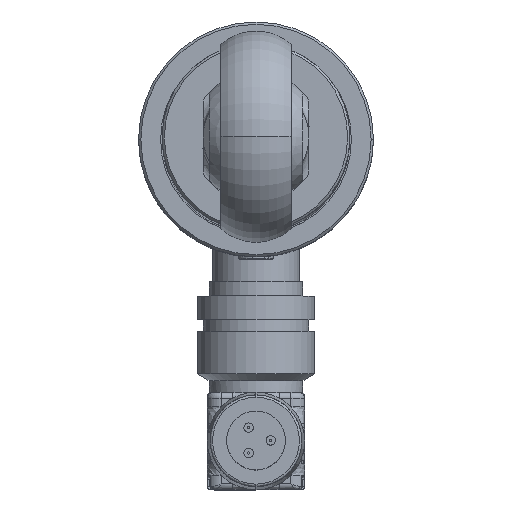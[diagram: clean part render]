
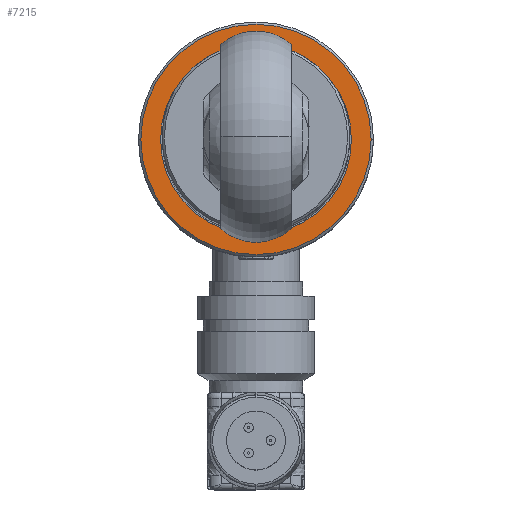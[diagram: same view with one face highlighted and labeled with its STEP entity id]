
A CAD part, top view. The second image highlights one B-rep face of the part: STEP entity #7215.
In plain terms, the highlighted planar face has unit normal (0, 0, 1).
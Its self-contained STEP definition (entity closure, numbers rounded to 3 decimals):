
#5615 = VERTEX_POINT ( 'NONE', #10633 ) ;
#5997 = EDGE_CURVE ( 'NONE', #5615, #6191, #10850, .T. ) ;
#6091 = VERTEX_POINT ( 'NONE', #10837 ) ;
#6176 = EDGE_CURVE ( 'NONE', #6091, #6236, #10867, .T. ) ;
#6191 = VERTEX_POINT ( 'NONE', #10916 ) ;
#6236 = VERTEX_POINT ( 'NONE', #10911 ) ;
#6889 = EDGE_LOOP ( 'NONE', ( #7308, #7252 ) ) ;
#7007 = ORIENTED_EDGE ( 'NONE', *, *, #7299, .F. ) ;
#7110 = EDGE_CURVE ( 'NONE', #6191, #5615, #11359, .T. ) ;
#7215 = ADVANCED_FACE ( 'NONE', ( #11387, #11384 ), #11378, .T. ) ;
#7252 = ORIENTED_EDGE ( 'NONE', *, *, #5997, .T. ) ;
#7266 = EDGE_LOOP ( 'NONE', ( #7007, #7425 ) ) ;
#7299 = EDGE_CURVE ( 'NONE', #6236, #6091, #11413, .T. ) ;
#7308 = ORIENTED_EDGE ( 'NONE', *, *, #7110, .T. ) ;
#7425 = ORIENTED_EDGE ( 'NONE', *, *, #6176, .F. ) ;
#10633 = CARTESIAN_POINT ( 'NONE',  ( -9.8, 0., -104.2 ) ) ;
#10837 = CARTESIAN_POINT ( 'NONE',  ( 8.125, 0., -104.2 ) ) ;
#10842 = DIRECTION ( 'NONE',  ( -1., 0., 0. ) ) ;
#10843 = DIRECTION ( 'NONE',  ( 0., 0., 1. ) ) ;
#10850 = CIRCLE ( 'NONE', #10858, 9.8 ) ;
#10852 = CARTESIAN_POINT ( 'NONE',  ( 0., 0., -104.2 ) ) ;
#10858 = AXIS2_PLACEMENT_3D ( 'NONE', #10852, #10843, #10842 ) ;
#10867 = CIRCLE ( 'NONE', #10928, 8.125 ) ;
#10911 = CARTESIAN_POINT ( 'NONE',  ( -8.125, 0., -104.2 ) ) ;
#10912 = DIRECTION ( 'NONE',  ( -1., 0., 0. ) ) ;
#10913 = DIRECTION ( 'NONE',  ( 0., 0., 1. ) ) ;
#10914 = CARTESIAN_POINT ( 'NONE',  ( 0., 0., -104.2 ) ) ;
#10916 = CARTESIAN_POINT ( 'NONE',  ( 9.8, 0., -104.2 ) ) ;
#10928 = AXIS2_PLACEMENT_3D ( 'NONE', #10914, #10913, #10912 ) ;
#11308 = AXIS2_PLACEMENT_3D ( 'NONE', #11355, #11354, #11353 ) ;
#11353 = DIRECTION ( 'NONE',  ( -1., 0., 0. ) ) ;
#11354 = DIRECTION ( 'NONE',  ( 0., 0., 1. ) ) ;
#11355 = CARTESIAN_POINT ( 'NONE',  ( 0., 0., -104.2 ) ) ;
#11359 = CIRCLE ( 'NONE', #11308, 9.8 ) ;
#11378 = PLANE ( 'NONE',  #11422 ) ;
#11381 = AXIS2_PLACEMENT_3D ( 'NONE', #11409, #11408, #11407 ) ;
#11384 = FACE_BOUND ( 'NONE', #7266, .T. ) ;
#11387 = FACE_OUTER_BOUND ( 'NONE', #6889, .T. ) ;
#11407 = DIRECTION ( 'NONE',  ( -1., 0., 0. ) ) ;
#11408 = DIRECTION ( 'NONE',  ( 0., 0., 1. ) ) ;
#11409 = CARTESIAN_POINT ( 'NONE',  ( 0., 0., -104.2 ) ) ;
#11413 = CIRCLE ( 'NONE', #11381, 8.125 ) ;
#11419 = DIRECTION ( 'NONE',  ( -1., 0., 0. ) ) ;
#11420 = DIRECTION ( 'NONE',  ( 0., 0., 1. ) ) ;
#11421 = CARTESIAN_POINT ( 'NONE',  ( 0., 0., -104.2 ) ) ;
#11422 = AXIS2_PLACEMENT_3D ( 'NONE', #11421, #11420, #11419 ) ;
